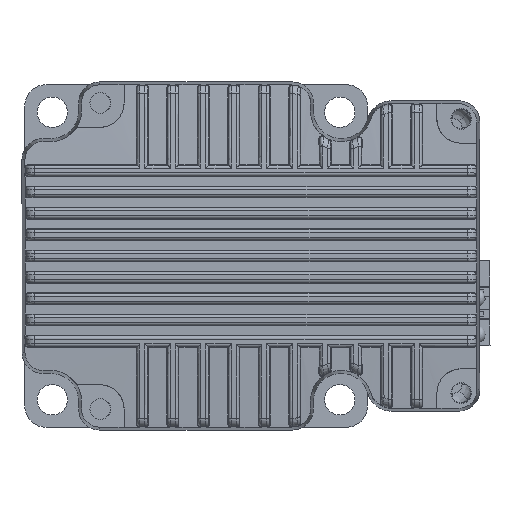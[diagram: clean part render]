
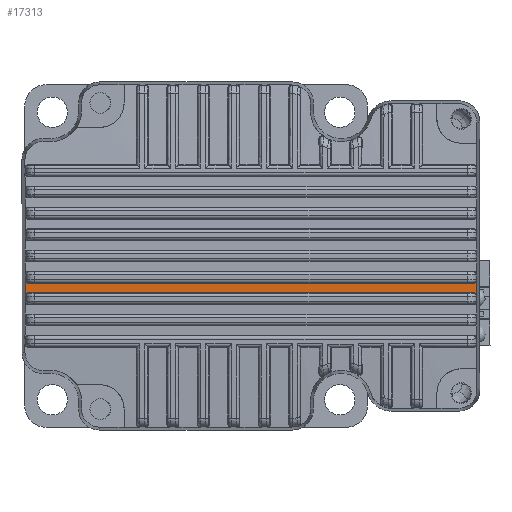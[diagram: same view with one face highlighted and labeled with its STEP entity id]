
A CAD part, front view. The second image highlights one B-rep face of the part: STEP entity #17313.
In plain terms, the highlighted cylindrical face has radius 272.359 mm (diameter 544.717 mm), a partial arc.
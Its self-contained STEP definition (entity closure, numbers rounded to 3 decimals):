
#235 = LINE ( 'NONE', #33379, #32774 ) ;
#630 = CARTESIAN_POINT ( 'NONE',  ( 56.831, -108.118, 57.339 ) ) ;
#766 = CARTESIAN_POINT ( 'NONE',  ( 56.518, -108.114, 57.1 ) ) ;
#1155 = CARTESIAN_POINT ( 'NONE',  ( -17.212, -108.076, 55.174 ) ) ;
#1520 = CARTESIAN_POINT ( 'NONE',  ( 56.886, -108.073, 55.042 ) ) ;
#1805 = CARTESIAN_POINT ( 'NONE',  ( 56.886, -108.073, 55.042 ) ) ;
#3002 = B_SPLINE_CURVE_WITH_KNOTS ( 'NONE', 3,
 ( #39629, #10407, #630, #20247, #766, #23522 ),
 .UNSPECIFIED., .F., .F.,
 ( 4, 2, 4 ),
 ( 0., 0., 0.001 ),
 .UNSPECIFIED. ) ;
#3498 = CARTESIAN_POINT ( 'NONE',  ( 184.931, -108.114, 57.1 ) ) ;
#5765 =( BOUNDED_CURVE ( )  B_SPLINE_CURVE ( 3, ( #39016, #16343, #16481, #39157 ),
 .UNSPECIFIED., .F., .T. ) 
 B_SPLINE_CURVE_WITH_KNOTS ( ( 4, 4 ),
 ( 3.118, 3.127 ),
 .UNSPECIFIED. ) 
 CURVE ( )  GEOMETRIC_REPRESENTATION_ITEM ( )  RATIONAL_B_SPLINE_CURVE ( ( 1., 1., 1., 1. ) ) 
 REPRESENTATION_ITEM ( '' )  );
#6016 = CARTESIAN_POINT ( 'NONE',  ( -16.843, -108.114, 57.1 ) ) ;
#6148 = CARTESIAN_POINT ( 'NONE',  ( -16.711, -108.114, 57.1 ) ) ;
#7640 = CARTESIAN_POINT ( 'NONE',  ( -17.158, -108.079, 55.303 ) ) ;
#7710 = ORIENTED_EDGE ( 'NONE', *, *, #27670, .F. ) ;
#8687 = CARTESIAN_POINT ( 'NONE',  ( 56.886, -108.076, 55.174 ) ) ;
#9090 = EDGE_CURVE ( 'NONE', #9762, #9556, #235, .T. ) ;
#9321 = CARTESIAN_POINT ( 'NONE',  ( -16.972, -108.115, 57.154 ) ) ;
#9375 = EDGE_CURVE ( 'NONE', #9789, #37014, #41143, .T. ) ;
#9452 = CARTESIAN_POINT ( 'NONE',  ( -17.211, -108.12, 57.468 ) ) ;
#9556 = VERTEX_POINT ( 'NONE', #39355 ) ;
#9671 = ORIENTED_EDGE ( 'NONE', *, *, #9090, .T. ) ;
#9762 = VERTEX_POINT ( 'NONE', #30625 ) ;
#9789 = VERTEX_POINT ( 'NONE', #21126 ) ;
#9936 = CARTESIAN_POINT ( 'NONE',  ( 184.931, 164.208, 61.57 ) ) ;
#10393 = EDGE_CURVE ( 'NONE', #31665, #9789, #33289, .T. ) ;
#10407 = CARTESIAN_POINT ( 'NONE',  ( 56.886, -108.12, 57.468 ) ) ;
#10573 = ORIENTED_EDGE ( 'NONE', *, *, #9375, .T. ) ;
#10930 = CARTESIAN_POINT ( 'NONE',  ( -16.844, -108.084, 55.541 ) ) ;
#11335 = CYLINDRICAL_SURFACE ( 'NONE', #21500, 272.359 ) ;
#11746 = ORIENTED_EDGE ( 'NONE', *, *, #21280, .T. ) ;
#13050 = DIRECTION ( 'NONE',  ( 0., 0., 1. ) ) ;
#13310 = DIRECTION ( 'NONE',  ( -1., 0., 0. ) ) ;
#14424 = CARTESIAN_POINT ( 'NONE',  ( 56.886, -108.11, 56.747 ) ) ;
#15220 = CARTESIAN_POINT ( 'NONE',  ( 56.832, -108.079, 55.303 ) ) ;
#16094 = ORIENTED_EDGE ( 'NONE', *, *, #18573, .T. ) ;
#16343 = CARTESIAN_POINT ( 'NONE',  ( -17.211, -108.093, 55.894 ) ) ;
#16481 = CARTESIAN_POINT ( 'NONE',  ( -17.211, -108.11, 56.747 ) ) ;
#16626 = VERTEX_POINT ( 'NONE', #23636 ) ;
#17000 = VECTOR ( 'NONE', #13310, 1000. ) ;
#17313 = ADVANCED_FACE ( 'NONE', ( #31717 ), #11335, .T. ) ;
#18472 = EDGE_CURVE ( 'NONE', #16626, #37014, #5765, .T. ) ;
#18494 = CARTESIAN_POINT ( 'NONE',  ( 56.518, -108.084, 55.541 ) ) ;
#18573 = EDGE_CURVE ( 'NONE', #16626, #9762, #26418, .T. ) ;
#20247 = CARTESIAN_POINT ( 'NONE',  ( 56.647, -108.115, 57.154 ) ) ;
#21010 = CARTESIAN_POINT ( 'NONE',  ( 56.886, -108.093, 55.894 ) ) ;
#21126 = CARTESIAN_POINT ( 'NONE',  ( -16.711, -108.114, 57.1 ) ) ;
#21280 = EDGE_CURVE ( 'NONE', #35844, #31665, #3002, .T. ) ;
#21500 = AXIS2_PLACEMENT_3D ( 'NONE', #9936, #29431, #13050 ) ;
#22422 = EDGE_CURVE ( 'NONE', #35844, #33449, #27208, .T. ) ;
#23522 = CARTESIAN_POINT ( 'NONE',  ( 56.386, -108.114, 57.1 ) ) ;
#23636 = CARTESIAN_POINT ( 'NONE',  ( -17.212, -108.073, 55.042 ) ) ;
#23924 = CARTESIAN_POINT ( 'NONE',  ( -17.212, -108.073, 55.042 ) ) ;
#23947 = ORIENTED_EDGE ( 'NONE', *, *, #22422, .F. ) ;
#26418 = B_SPLINE_CURVE_WITH_KNOTS ( 'NONE', 3,
 ( #23924, #1155, #7640, #30423, #10930, #33704 ),
 .UNSPECIFIED., .F., .F.,
 ( 4, 2, 4 ),
 ( 0., 0., 0.001 ),
 .UNSPECIFIED. ) ;
#26731 = CARTESIAN_POINT ( 'NONE',  ( 56.886, -108.122, 57.6 ) ) ;
#26966 = ORIENTED_EDGE ( 'NONE', *, *, #18472, .F. ) ;
#27208 =( BOUNDED_CURVE ( )  B_SPLINE_CURVE ( 3, ( #37143, #14424, #21010, #1520 ),
 .UNSPECIFIED., .F., .F. ) 
 B_SPLINE_CURVE_WITH_KNOTS ( ( 4, 4 ),
 ( 0.015, 0.024 ),
 .UNSPECIFIED. ) 
 CURVE ( )  GEOMETRIC_REPRESENTATION_ITEM ( )  RATIONAL_B_SPLINE_CURVE ( ( 1., 1., 1., 1. ) ) 
 REPRESENTATION_ITEM ( '' )  );
#27670 = EDGE_CURVE ( 'NONE', #33449, #9556, #28990, .T. ) ;
#28955 = CARTESIAN_POINT ( 'NONE',  ( -17.157, -108.118, 57.339 ) ) ;
#28990 = B_SPLINE_CURVE_WITH_KNOTS ( 'NONE', 3,
 ( #31444, #8687, #15220, #37909, #18494, #41152 ),
 .UNSPECIFIED., .F., .F.,
 ( 4, 2, 4 ),
 ( 0., 0., 0.001 ),
 .UNSPECIFIED. ) ;
#29431 = DIRECTION ( 'NONE',  ( -1., 0., 0. ) ) ;
#30423 = CARTESIAN_POINT ( 'NONE',  ( -16.973, -108.083, 55.487 ) ) ;
#30625 = CARTESIAN_POINT ( 'NONE',  ( -16.712, -108.084, 55.541 ) ) ;
#31444 = CARTESIAN_POINT ( 'NONE',  ( 56.886, -108.073, 55.042 ) ) ;
#31665 = VERTEX_POINT ( 'NONE', #39028 ) ;
#31717 = FACE_OUTER_BOUND ( 'NONE', #38474, .T. ) ;
#32205 = CARTESIAN_POINT ( 'NONE',  ( -17.211, -108.122, 57.6 ) ) ;
#32774 = VECTOR ( 'NONE', #36624, 1000. ) ;
#33289 = LINE ( 'NONE', #3498, #17000 ) ;
#33379 = CARTESIAN_POINT ( 'NONE',  ( 184.931, -108.084, 55.541 ) ) ;
#33449 = VERTEX_POINT ( 'NONE', #1805 ) ;
#33704 = CARTESIAN_POINT ( 'NONE',  ( -16.712, -108.084, 55.541 ) ) ;
#35844 = VERTEX_POINT ( 'NONE', #26731 ) ;
#36624 = DIRECTION ( 'NONE',  ( 1., 0., 0. ) ) ;
#37014 = VERTEX_POINT ( 'NONE', #41871 ) ;
#37143 = CARTESIAN_POINT ( 'NONE',  ( 56.886, -108.122, 57.6 ) ) ;
#37909 = CARTESIAN_POINT ( 'NONE',  ( 56.648, -108.083, 55.487 ) ) ;
#38474 = EDGE_LOOP ( 'NONE', ( #26966, #16094, #9671, #7710, #23947, #11746, #40786, #10573 ) ) ;
#39016 = CARTESIAN_POINT ( 'NONE',  ( -17.212, -108.073, 55.042 ) ) ;
#39028 = CARTESIAN_POINT ( 'NONE',  ( 56.386, -108.114, 57.1 ) ) ;
#39157 = CARTESIAN_POINT ( 'NONE',  ( -17.211, -108.122, 57.6 ) ) ;
#39355 = CARTESIAN_POINT ( 'NONE',  ( 56.386, -108.084, 55.541 ) ) ;
#39629 = CARTESIAN_POINT ( 'NONE',  ( 56.886, -108.122, 57.6 ) ) ;
#40786 = ORIENTED_EDGE ( 'NONE', *, *, #10393, .T. ) ;
#41143 = B_SPLINE_CURVE_WITH_KNOTS ( 'NONE', 3,
 ( #6148, #6016, #9321, #28955, #9452, #32205 ),
 .UNSPECIFIED., .F., .F.,
 ( 4, 2, 4 ),
 ( 0., 0., 0.001 ),
 .UNSPECIFIED. ) ;
#41152 = CARTESIAN_POINT ( 'NONE',  ( 56.386, -108.084, 55.541 ) ) ;
#41871 = CARTESIAN_POINT ( 'NONE',  ( -17.211, -108.122, 57.6 ) ) ;
